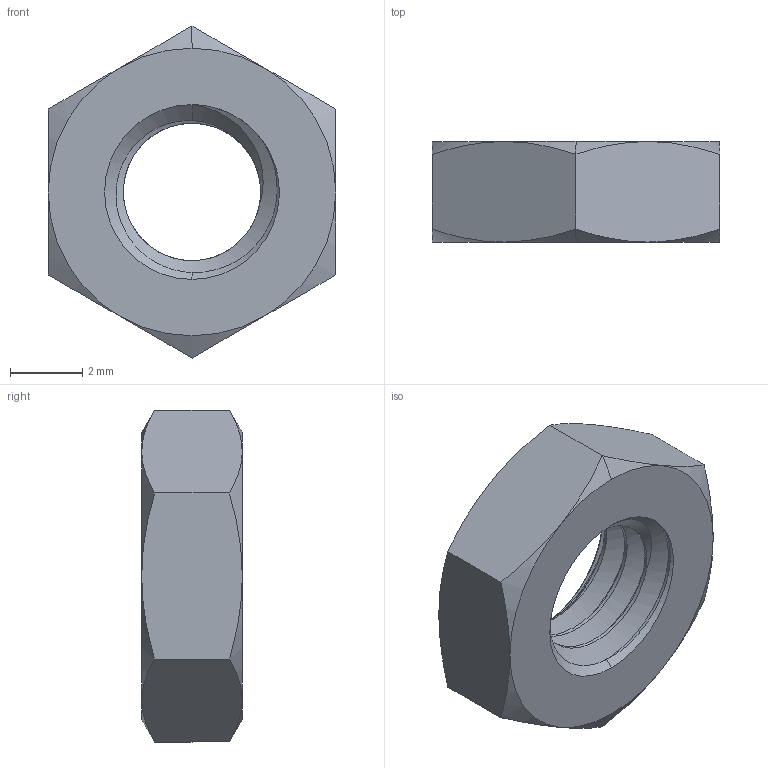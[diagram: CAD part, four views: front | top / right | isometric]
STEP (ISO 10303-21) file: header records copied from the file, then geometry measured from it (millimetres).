
FILE_DESCRIPTION (( 'STEP AP203' ), '1' );
FILE_NAME ('90760A200_Steel Narrow Hex Nuts.STEP', '2021-07-09T09:09:57', ( 'Administrator' ), ( 'Managed by Terraform' ), 'SwSTEP 2.0', 'SolidWorks 2017', '' );
FILE_SCHEMA (( 'CONFIG_CONTROL_DESIGN' ));
Length unit declared in the file: inch
Products named in the file (1): 90760A200_Steel Narrow Hex Nuts
Bounding box: 7.94 x 2.78 x 9.17 mm (x, y, z)
Volume: 108.3 mm3; surface area: 208.3 mm2
Topology: 1 solids, 1 shells, 39 faces, 91 edges, 54 vertices
Faces by surface type: cone 20, cylinder 8, plane 8, bspline 3
Entity records: 1925 total; most frequent: CARTESIAN_POINT 1075, ORIENTED_EDGE 182, DIRECTION 133, EDGE_CURVE 91, AXIS2_PLACEMENT_3D 57, VERTEX_POINT 54, EDGE_LOOP 41, FACE_OUTER_BOUND 39
